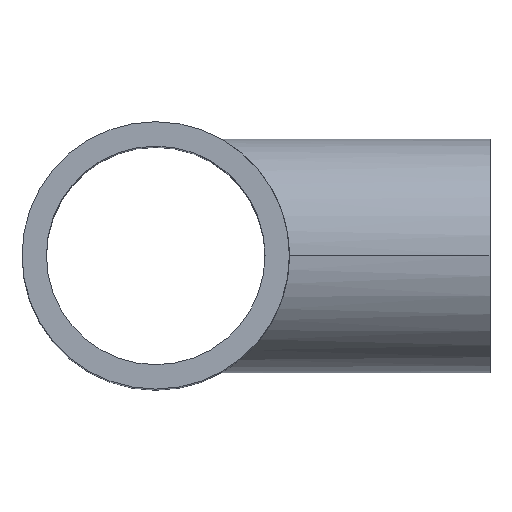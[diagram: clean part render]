
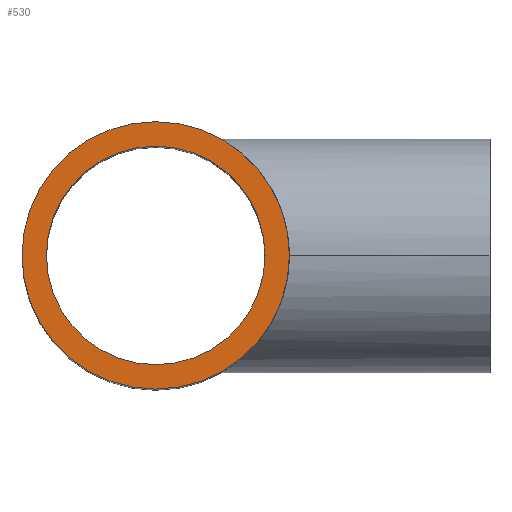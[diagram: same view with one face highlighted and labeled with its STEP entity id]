
A CAD part, top view. The second image highlights one B-rep face of the part: STEP entity #530.
In plain terms, the highlighted planar face has unit normal (0, 0, 1).
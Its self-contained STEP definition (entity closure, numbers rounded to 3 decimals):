
#10 = FACE_BOUND ( 'NONE', #383, .T. ) ;
#23 = DIRECTION ( 'NONE',  ( 0., 0., 1. ) ) ;
#25 = CIRCLE ( 'NONE', #338, 80. ) ;
#57 = CIRCLE ( 'NONE', #606, 65.4 ) ;
#62 = CARTESIAN_POINT ( 'NONE',  ( 0., 0., 208.5 ) ) ;
#64 = DIRECTION ( 'NONE',  ( 0., 0., 1. ) ) ;
#73 = CIRCLE ( 'NONE', #769, 65.4 ) ;
#101 = EDGE_CURVE ( 'NONE', #636, #386, #73, .T. ) ;
#170 = EDGE_CURVE ( 'NONE', #272, #752, #225, .T. ) ;
#200 = PLANE ( 'NONE',  #271 ) ;
#212 = ORIENTED_EDGE ( 'NONE', *, *, #508, .F. ) ;
#225 = CIRCLE ( 'NONE', #576, 80. ) ;
#229 = CARTESIAN_POINT ( 'NONE',  ( -65.4, 0., 208.5 ) ) ;
#271 = AXIS2_PLACEMENT_3D ( 'NONE', #740, #367, #611 ) ;
#272 = VERTEX_POINT ( 'NONE', #450 ) ;
#284 = CARTESIAN_POINT ( 'NONE',  ( 0., 0., 208.5 ) ) ;
#327 = CARTESIAN_POINT ( 'NONE',  ( 65.4, 0., 208.5 ) ) ;
#338 = AXIS2_PLACEMENT_3D ( 'NONE', #284, #64, #468 ) ;
#360 = FACE_OUTER_BOUND ( 'NONE', #379, .T. ) ;
#367 = DIRECTION ( 'NONE',  ( 0., 0., 1. ) ) ;
#379 = EDGE_LOOP ( 'NONE', ( #390, #699 ) ) ;
#383 = EDGE_LOOP ( 'NONE', ( #436, #212 ) ) ;
#386 = VERTEX_POINT ( 'NONE', #327 ) ;
#390 = ORIENTED_EDGE ( 'NONE', *, *, #653, .T. ) ;
#436 = ORIENTED_EDGE ( 'NONE', *, *, #101, .F. ) ;
#450 = CARTESIAN_POINT ( 'NONE',  ( 80., 0., 208.5 ) ) ;
#454 = DIRECTION ( 'NONE',  ( 0., 0., 1. ) ) ;
#468 = DIRECTION ( 'NONE',  ( 1., 0., 0. ) ) ;
#508 = EDGE_CURVE ( 'NONE', #386, #636, #57, .T. ) ;
#518 = DIRECTION ( 'NONE',  ( 1., 0., 0. ) ) ;
#530 = ADVANCED_FACE ( 'NONE', ( #360, #10 ), #200, .T. ) ;
#533 = CARTESIAN_POINT ( 'NONE',  ( 0., 0., 208.5 ) ) ;
#576 = AXIS2_PLACEMENT_3D ( 'NONE', #533, #584, #518 ) ;
#577 = DIRECTION ( 'NONE',  ( 1., 0., 0. ) ) ;
#584 = DIRECTION ( 'NONE',  ( 0., 0., 1. ) ) ;
#603 = CARTESIAN_POINT ( 'NONE',  ( 0., 0., 208.5 ) ) ;
#606 = AXIS2_PLACEMENT_3D ( 'NONE', #603, #23, #608 ) ;
#608 = DIRECTION ( 'NONE',  ( 1., 0., 0. ) ) ;
#611 = DIRECTION ( 'NONE',  ( 1., 0., 0. ) ) ;
#636 = VERTEX_POINT ( 'NONE', #229 ) ;
#653 = EDGE_CURVE ( 'NONE', #752, #272, #25, .T. ) ;
#657 = CARTESIAN_POINT ( 'NONE',  ( -80., 0., 208.5 ) ) ;
#699 = ORIENTED_EDGE ( 'NONE', *, *, #170, .T. ) ;
#740 = CARTESIAN_POINT ( 'NONE',  ( 0., 0., 208.5 ) ) ;
#752 = VERTEX_POINT ( 'NONE', #657 ) ;
#769 = AXIS2_PLACEMENT_3D ( 'NONE', #62, #454, #577 ) ;
